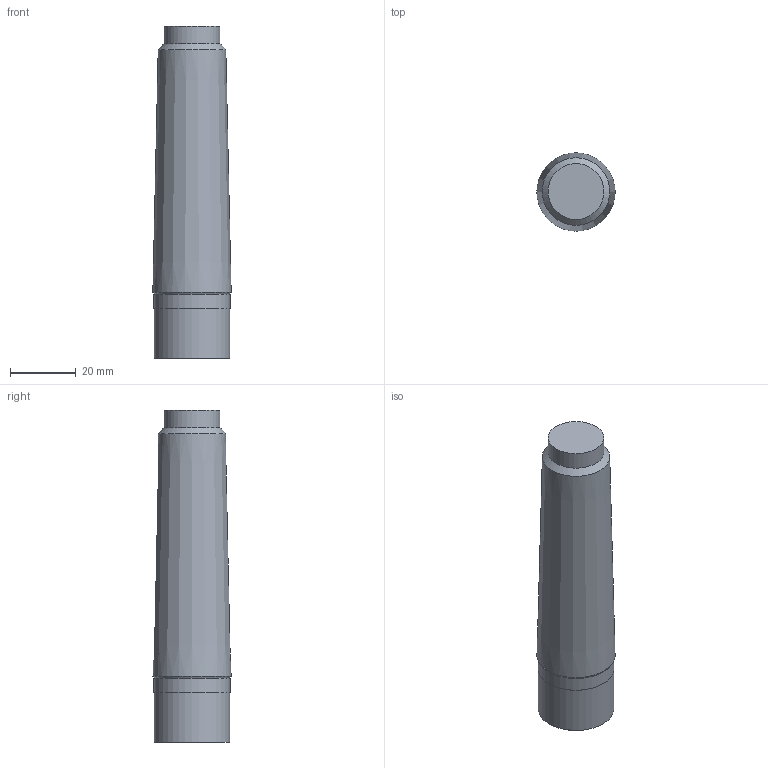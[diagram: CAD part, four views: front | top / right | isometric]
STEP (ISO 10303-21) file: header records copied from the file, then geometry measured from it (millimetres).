
FILE_DESCRIPTION(/* description */ (''),/* implementation_level */ '2;1');
FILE_NAME(/* name */ 'BC03058211220.stp',/* time_stamp */ '2017-09-14T10:19:50+06:00',/* author */ (''),/* organization */ (''),/* preprocessor_version */ 'ST-DEVELOPER v16',/* originating_system */ 'SIEMENS PLM Software NX 11.0',/* authorisation */ '');
FILE_SCHEMA (('AUTOMOTIVE_DESIGN { 1 0 10303 214 3 1 1 1 }'));
Length unit declared in the file: millimetre
Products named in the file (1): BC03058211220
Bounding box: 23.82 x 23.82 x 101 mm (x, y, z)
Volume: 36205.6 mm3; surface area: 9140.7 mm2
Topology: 2 solids, 2 shells, 18 faces, 33 edges, 22 vertices
Faces by surface type: plane 7, cylinder 6, cone 5
Full cylindrical faces by diameter (mm): 12 x2, 12.5 x1, 17 x1, 23 x1, 23.125 x1
Entity records: 477 total; most frequent: CARTESIAN_POINT 116, DIRECTION 76, AXIS2_PLACEMENT_3D 38, ORIENTED_EDGE 36, EDGE_LOOP 34, FACE_BOUND 32, ADVANCED_FACE 18, VERTEX_POINT 18
